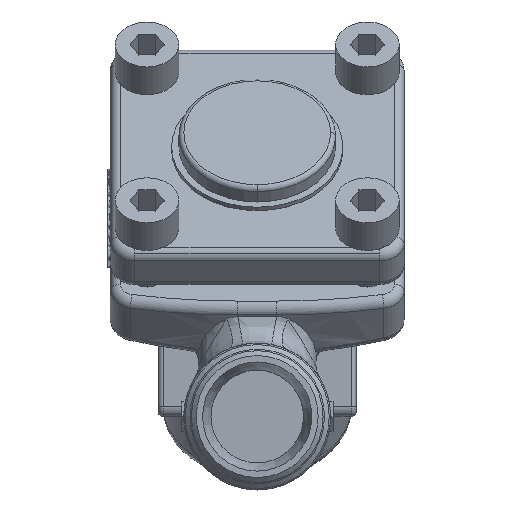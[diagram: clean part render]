
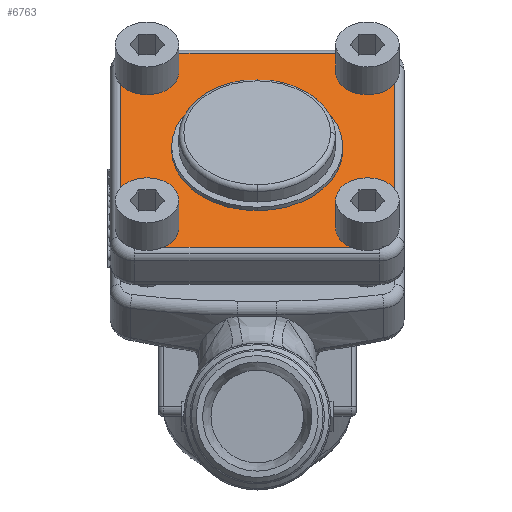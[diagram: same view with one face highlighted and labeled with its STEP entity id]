
A CAD part, left-side view. The second image highlights one B-rep face of the part: STEP entity #6763.
In plain terms, the highlighted planar face has unit normal (-0.707, 0, 0.707).
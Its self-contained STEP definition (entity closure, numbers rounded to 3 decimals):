
#6427=CARTESIAN_POINT('',(-13.613,-22.5,67.503));
#6428=VERTEX_POINT('',#6427);
#6444=CARTESIAN_POINT('',(-7.956,-22.5,73.16));
#6445=VERTEX_POINT('',#6444);
#6452=CARTESIAN_POINT('',(-10.785,-22.5,70.331));
#6453=DIRECTION('',(-0.707,0.,0.707));
#6454=DIRECTION('',(0.707,-0.,0.707));
#6455=AXIS2_PLACEMENT_3D('',#6452,#6453,#6454);
#6456=CIRCLE('',#6455,4.);
#6457=EDGE_CURVE('',#6445,#6428,#6456,.T.);
#6469=CARTESIAN_POINT('',(-13.613,22.5,67.503));
#6470=VERTEX_POINT('',#6469);
#6486=CARTESIAN_POINT('',(-7.956,22.5,73.16));
#6487=VERTEX_POINT('',#6486);
#6494=CARTESIAN_POINT('',(-10.785,22.5,70.331));
#6495=DIRECTION('',(-0.707,0.,0.707));
#6496=DIRECTION('',(0.707,-0.,0.707));
#6497=AXIS2_PLACEMENT_3D('',#6494,#6495,#6496);
#6498=CIRCLE('',#6497,4.);
#6499=EDGE_CURVE('',#6487,#6470,#6498,.T.);
#6511=CARTESIAN_POINT('',(-45.433,22.5,35.683));
#6512=VERTEX_POINT('',#6511);
#6528=CARTESIAN_POINT('',(-39.776,22.5,41.34));
#6529=VERTEX_POINT('',#6528);
#6536=CARTESIAN_POINT('',(-42.605,22.5,38.511));
#6537=DIRECTION('',(-0.707,0.,0.707));
#6538=DIRECTION('',(0.707,-0.,0.707));
#6539=AXIS2_PLACEMENT_3D('',#6536,#6537,#6538);
#6540=CIRCLE('',#6539,4.);
#6541=EDGE_CURVE('',#6529,#6512,#6540,.T.);
#6593=CARTESIAN_POINT('',(-45.433,-22.5,35.683));
#6594=VERTEX_POINT('',#6593);
#6610=CARTESIAN_POINT('',(-39.776,-22.5,41.34));
#6611=VERTEX_POINT('',#6610);
#6618=CARTESIAN_POINT('',(-42.605,-22.5,38.511));
#6619=DIRECTION('',(-0.707,0.,0.707));
#6620=DIRECTION('',(0.707,-0.,0.707));
#6621=AXIS2_PLACEMENT_3D('',#6618,#6619,#6620);
#6622=CIRCLE('',#6621,4.);
#6623=EDGE_CURVE('',#6611,#6594,#6622,.T.);
#6628=CARTESIAN_POINT('',(-26.695,0.,54.421));
#6629=DIRECTION('',(-0.707,0.,0.707));
#6630=DIRECTION('',(0.707,-0.,0.707));
#6631=AXIS2_PLACEMENT_3D('',#6628,#6629,#6630);
#6632=PLANE('',#6631);
#6633=CARTESIAN_POINT('',(-44.372,28.,36.744));
#6634=VERTEX_POINT('',#6633);
#6635=CARTESIAN_POINT('',(-46.494,25.,34.622));
#6636=VERTEX_POINT('',#6635);
#6637=CARTESIAN_POINT('',(-44.372,25.,36.744));
#6638=DIRECTION('',(-0.707,0.,0.707));
#6639=DIRECTION('',(0.707,0.,0.707));
#6640=AXIS2_PLACEMENT_3D('',#6637,#6638,#6639);
#6641=CIRCLE('',#6640,3.);
#6642=EDGE_CURVE('',#6634,#6636,#6641,.T.);
#6643=ORIENTED_EDGE('',*,*,#6642,.T.);
#6644=CARTESIAN_POINT('',(-46.494,-25.,34.622));
#6645=VERTEX_POINT('',#6644);
#6646=CARTESIAN_POINT('',(-46.494,25.,34.622));
#6647=DIRECTION('',(-0.,-1.,-0.));
#6648=VECTOR('',#6647,50.);
#6649=LINE('',#6646,#6648);
#6650=EDGE_CURVE('',#6636,#6645,#6649,.T.);
#6651=ORIENTED_EDGE('',*,*,#6650,.T.);
#6652=CARTESIAN_POINT('',(-44.372,-28.,36.744));
#6653=VERTEX_POINT('',#6652);
#6654=CARTESIAN_POINT('',(-44.372,-25.,36.744));
#6655=DIRECTION('',(-0.707,0.,0.707));
#6656=DIRECTION('',(0.707,0.,0.707));
#6657=AXIS2_PLACEMENT_3D('',#6654,#6655,#6656);
#6658=CIRCLE('',#6657,3.);
#6659=EDGE_CURVE('',#6645,#6653,#6658,.T.);
#6660=ORIENTED_EDGE('',*,*,#6659,.T.);
#6661=CARTESIAN_POINT('',(-9.017,-28.,72.099));
#6662=VERTEX_POINT('',#6661);
#6663=CARTESIAN_POINT('',(-44.372,-28.,36.744));
#6664=DIRECTION('',(0.707,-0.,0.707));
#6665=VECTOR('',#6664,50.);
#6666=LINE('',#6663,#6665);
#6667=EDGE_CURVE('',#6653,#6662,#6666,.T.);
#6668=ORIENTED_EDGE('',*,*,#6667,.T.);
#6669=CARTESIAN_POINT('',(-6.896,-25.,74.22));
#6670=VERTEX_POINT('',#6669);
#6671=CARTESIAN_POINT('',(-9.017,-25.,72.099));
#6672=DIRECTION('',(-0.707,0.,0.707));
#6673=DIRECTION('',(0.707,0.,0.707));
#6674=AXIS2_PLACEMENT_3D('',#6671,#6672,#6673);
#6675=CIRCLE('',#6674,3.);
#6676=EDGE_CURVE('',#6662,#6670,#6675,.T.);
#6677=ORIENTED_EDGE('',*,*,#6676,.T.);
#6678=CARTESIAN_POINT('',(-6.896,25.,74.22));
#6679=VERTEX_POINT('',#6678);
#6680=CARTESIAN_POINT('',(-6.896,-25.,74.22));
#6681=DIRECTION('',(0.,1.,0.));
#6682=VECTOR('',#6681,50.);
#6683=LINE('',#6680,#6682);
#6684=EDGE_CURVE('',#6670,#6679,#6683,.T.);
#6685=ORIENTED_EDGE('',*,*,#6684,.T.);
#6686=CARTESIAN_POINT('',(-9.017,28.,72.099));
#6687=VERTEX_POINT('',#6686);
#6688=CARTESIAN_POINT('',(-9.017,25.,72.099));
#6689=DIRECTION('',(-0.707,0.,0.707));
#6690=DIRECTION('',(0.707,0.,0.707));
#6691=AXIS2_PLACEMENT_3D('',#6688,#6689,#6690);
#6692=CIRCLE('',#6691,3.);
#6693=EDGE_CURVE('',#6679,#6687,#6692,.T.);
#6694=ORIENTED_EDGE('',*,*,#6693,.T.);
#6695=CARTESIAN_POINT('',(-9.017,28.,72.099));
#6696=DIRECTION('',(-0.707,0.,-0.707));
#6697=VECTOR('',#6696,50.);
#6698=LINE('',#6695,#6697);
#6699=EDGE_CURVE('',#6687,#6634,#6698,.T.);
#6700=ORIENTED_EDGE('',*,*,#6699,.T.);
#6701=EDGE_LOOP('',(#6643,#6651,#6660,#6668,#6677,#6685,#6694,#6700));
#6702=FACE_BOUND('',#6701,.T.);
#6703=CARTESIAN_POINT('',(-39.069,0.,42.047));
#6704=VERTEX_POINT('',#6703);
#6705=CARTESIAN_POINT('',(-26.695,-17.5,54.421));
#6706=VERTEX_POINT('',#6705);
#6707=CARTESIAN_POINT('',(-26.695,-0.,54.421));
#6708=DIRECTION('',(-0.707,0.,0.707));
#6709=DIRECTION('',(-0.,-1.,-0.));
#6710=AXIS2_PLACEMENT_3D('',#6707,#6708,#6709);
#6711=CIRCLE('',#6710,17.5);
#6712=EDGE_CURVE('',#6704,#6706,#6711,.T.);
#6713=ORIENTED_EDGE('',*,*,#6712,.F.);
#6714=CARTESIAN_POINT('',(-26.695,-0.,54.421));
#6715=DIRECTION('',(-0.707,0.,0.707));
#6716=DIRECTION('',(-0.,-1.,-0.));
#6717=AXIS2_PLACEMENT_3D('',#6714,#6715,#6716);
#6718=CIRCLE('',#6717,17.5);
#6719=EDGE_CURVE('',#6706,#6704,#6718,.T.);
#6720=ORIENTED_EDGE('',*,*,#6719,.F.);
#6721=EDGE_LOOP('',(#6713,#6720));
#6722=FACE_BOUND('',#6721,.T.);
#6723=CARTESIAN_POINT('',(-42.605,22.5,38.511));
#6724=DIRECTION('',(-0.707,0.,0.707));
#6725=DIRECTION('',(0.707,-0.,0.707));
#6726=AXIS2_PLACEMENT_3D('',#6723,#6724,#6725);
#6727=CIRCLE('',#6726,4.);
#6728=EDGE_CURVE('',#6512,#6529,#6727,.T.);
#6729=ORIENTED_EDGE('',*,*,#6728,.F.);
#6730=ORIENTED_EDGE('',*,*,#6541,.F.);
#6731=EDGE_LOOP('',(#6729,#6730));
#6732=FACE_BOUND('',#6731,.T.);
#6733=CARTESIAN_POINT('',(-10.785,22.5,70.331));
#6734=DIRECTION('',(-0.707,0.,0.707));
#6735=DIRECTION('',(0.707,-0.,0.707));
#6736=AXIS2_PLACEMENT_3D('',#6733,#6734,#6735);
#6737=CIRCLE('',#6736,4.);
#6738=EDGE_CURVE('',#6470,#6487,#6737,.T.);
#6739=ORIENTED_EDGE('',*,*,#6738,.F.);
#6740=ORIENTED_EDGE('',*,*,#6499,.F.);
#6741=EDGE_LOOP('',(#6739,#6740));
#6742=FACE_BOUND('',#6741,.T.);
#6743=CARTESIAN_POINT('',(-10.785,-22.5,70.331));
#6744=DIRECTION('',(-0.707,0.,0.707));
#6745=DIRECTION('',(0.707,-0.,0.707));
#6746=AXIS2_PLACEMENT_3D('',#6743,#6744,#6745);
#6747=CIRCLE('',#6746,4.);
#6748=EDGE_CURVE('',#6428,#6445,#6747,.T.);
#6749=ORIENTED_EDGE('',*,*,#6748,.F.);
#6750=ORIENTED_EDGE('',*,*,#6457,.F.);
#6751=EDGE_LOOP('',(#6749,#6750));
#6752=FACE_BOUND('',#6751,.T.);
#6753=CARTESIAN_POINT('',(-42.605,-22.5,38.511));
#6754=DIRECTION('',(-0.707,0.,0.707));
#6755=DIRECTION('',(0.707,-0.,0.707));
#6756=AXIS2_PLACEMENT_3D('',#6753,#6754,#6755);
#6757=CIRCLE('',#6756,4.);
#6758=EDGE_CURVE('',#6594,#6611,#6757,.T.);
#6759=ORIENTED_EDGE('',*,*,#6758,.F.);
#6760=ORIENTED_EDGE('',*,*,#6623,.F.);
#6761=EDGE_LOOP('',(#6759,#6760));
#6762=FACE_BOUND('',#6761,.T.);
#6763=ADVANCED_FACE('',(#6702,#6722,#6732,#6742,#6752,#6762),#6632,.T.);
